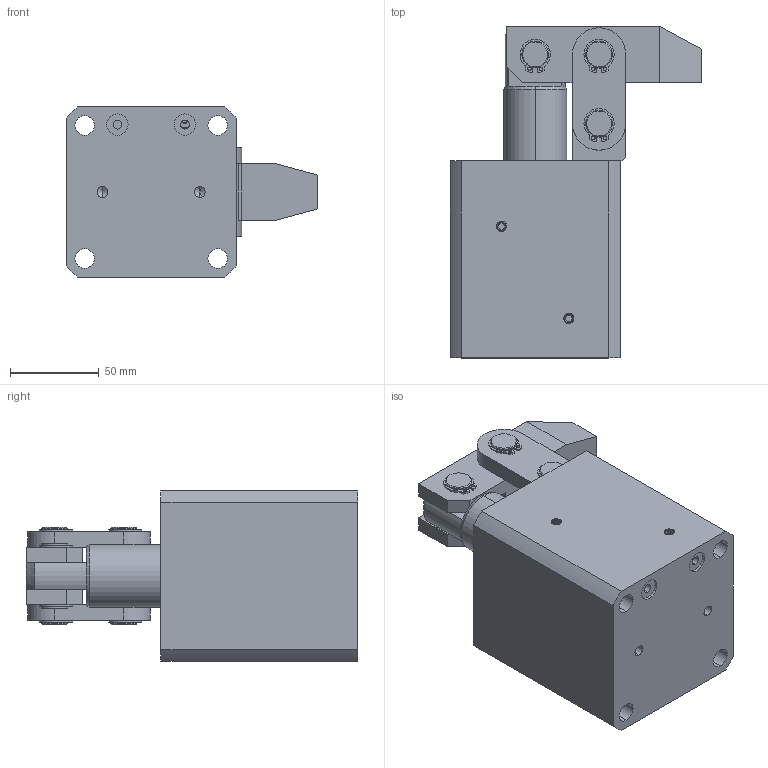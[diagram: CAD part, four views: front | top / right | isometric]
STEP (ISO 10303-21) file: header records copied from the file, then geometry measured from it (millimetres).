
FILE_DESCRIPTION (( 'STEP AP214' ), '1' );
FILE_NAME ('CHLC-M63.STEP', '2019-04-20T03:46:56', ( '' ), ( '' ), 'SwSTEP 2.0', 'SolidWorks 2016', '' );
FILE_SCHEMA (( 'AUTOMOTIVE_DESIGN' ));
Length unit declared in the file: millimetre
Products named in the file (9): CHLC-63-01; CHLC-63-04; CHLC-M63; CHLC-M63-06; CHLC-63-05; CHLC-63-02; CHLC-63-03; CHLC-63-07; M6LS
Assembly tree (16 placements, depth 2):
  CHLC-M63
    CHLC-M63-06
    CHLC-63-05
    CHLC-63-01
    CHLC-63-04  x2
    CHLC-63-02
    CHLC-63-03  x2
    CHLC-63-07  x6
    M6LS  x2
Bounding box: 142.01 x 187 x 96 mm (x, y, z)
Volume: 1039497.5 mm3; surface area: 161448.6 mm2
Topology: 16 solids, 16 shells, 481 faces, 1225 edges, 799 vertices
Faces by surface type: cylinder 270, plane 134, cone 55, bspline 22
Entity records: 17228 total; most frequent: CARTESIAN_POINT 7100, ORIENTED_EDGE 1438, DIRECTION 1362, EDGE_CURVE 719, AXIS2_PLACEMENT_3D 528, VERTEX_POINT 468, EDGE_LOOP 343, VECTOR 306
